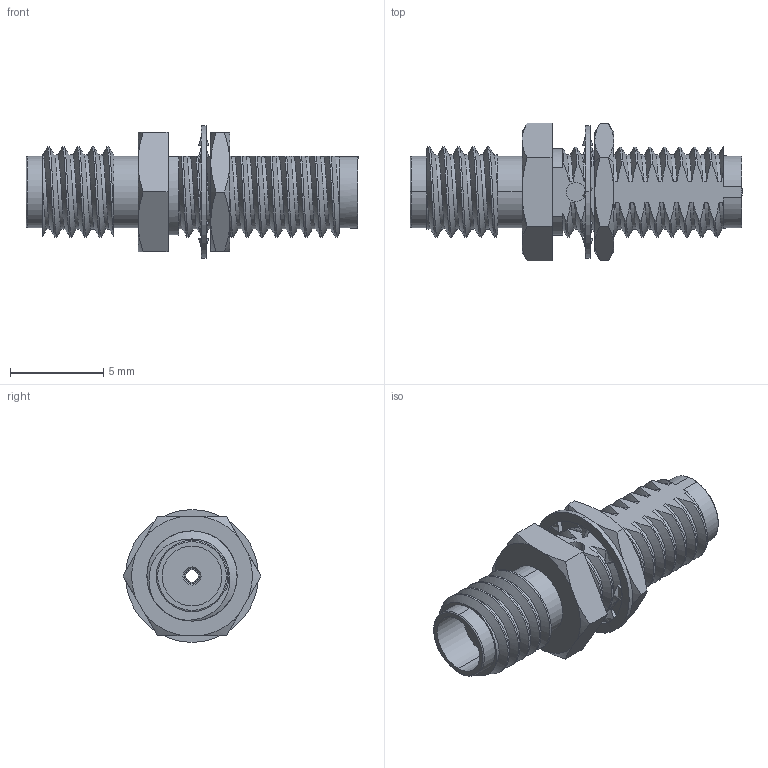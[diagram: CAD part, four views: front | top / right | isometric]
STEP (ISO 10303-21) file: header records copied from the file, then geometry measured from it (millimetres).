
FILE_DESCRIPTION (( 'STEP AP203' ), '1' );
FILE_NAME ('FMAD1286_3D.STEP', '2022-03-18T22:20:05', ( '' ), ( '' ), 'SwSTEP 2.0', 'SolidWorks 2021', '' );
FILE_SCHEMA (( 'CONFIG_CONTROL_DESIGN' ));
Length unit declared in the file: inch
Products named in the file (3): Copy of Nut and washer^FMAD1286; FMAD1286_3D; Copy of 1286^FMAD1286
Assembly tree (2 placements, depth 2):
  FMAD1286_3D
    Copy of 1286^FMAD1286
    Copy of Nut and washer^FMAD1286
Bounding box: 17.78 x 7.38 x 7.11 mm (x, y, z)
Volume: 264.6 mm3; surface area: 616 mm2
Topology: 3 solids, 3 shells, 205 faces, 544 edges, 354 vertices
Faces by surface type: bspline 73, cylinder 56, plane 39, cone 33, torus 4
Entity records: 23737 total; most frequent: CARTESIAN_POINT 19140, ORIENTED_EDGE 1088, DIRECTION 643, EDGE_CURVE 544, VERTEX_POINT 354, AXIS2_PLACEMENT_3D 241, EDGE_LOOP 220, FACE_OUTER_BOUND 205
